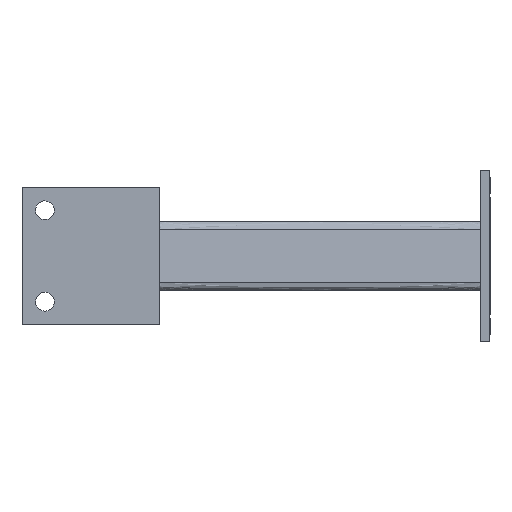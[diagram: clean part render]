
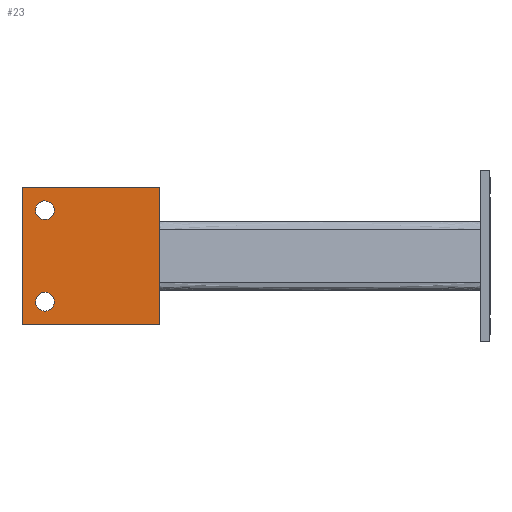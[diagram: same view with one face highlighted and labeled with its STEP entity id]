
A CAD part, front view. The second image highlights one B-rep face of the part: STEP entity #23.
In plain terms, the highlighted planar face has unit normal (0, -1, 0).
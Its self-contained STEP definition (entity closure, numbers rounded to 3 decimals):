
#23=ADVANCED_FACE('',(#91,#74,#75),#873,.T.);
#74=FACE_BOUND('',#148,.T.);
#75=FACE_BOUND('',#149,.T.);
#91=FACE_OUTER_BOUND('',#147,.T.);
#147=EDGE_LOOP('',(#232,#233,#234,#235));
#148=EDGE_LOOP('',(#236,#237));
#149=EDGE_LOOP('',(#238,#239));
#232=ORIENTED_EDGE('',*,*,#485,.T.);
#233=ORIENTED_EDGE('',*,*,#491,.T.);
#234=ORIENTED_EDGE('',*,*,#490,.T.);
#235=ORIENTED_EDGE('',*,*,#488,.T.);
#236=ORIENTED_EDGE('',*,*,#497,.T.);
#237=ORIENTED_EDGE('',*,*,#494,.T.);
#238=ORIENTED_EDGE('',*,*,#503,.T.);
#239=ORIENTED_EDGE('',*,*,#500,.T.);
#485=EDGE_CURVE('',#760,#761,#653,.T.);
#488=EDGE_CURVE('',#762,#760,#656,.T.);
#490=EDGE_CURVE('',#763,#762,#658,.T.);
#491=EDGE_CURVE('',#761,#763,#659,.T.);
#494=EDGE_CURVE('',#764,#765,#617,.T.);
#497=EDGE_CURVE('',#765,#764,#619,.T.);
#500=EDGE_CURVE('',#766,#767,#621,.T.);
#503=EDGE_CURVE('',#767,#766,#623,.T.);
#617=(
BOUNDED_CURVE()
B_SPLINE_CURVE(2,(#1165,#1166,#1167,#1168,#1169),.UNSPECIFIED.,.F.,.F.)
B_SPLINE_CURVE_WITH_KNOTS((3,2,3),(-12.881,-6.44,
0.),.UNSPECIFIED.)
CURVE()
GEOMETRIC_REPRESENTATION_ITEM()
RATIONAL_B_SPLINE_CURVE((1.,0.707,1.,0.707,1.))
REPRESENTATION_ITEM('')
);
#619=(
BOUNDED_CURVE()
B_SPLINE_CURVE(2,(#1177,#1178,#1179,#1180,#1181),.UNSPECIFIED.,.F.,.F.)
B_SPLINE_CURVE_WITH_KNOTS((3,2,3),(-12.881,-6.44,
0.),.UNSPECIFIED.)
CURVE()
GEOMETRIC_REPRESENTATION_ITEM()
RATIONAL_B_SPLINE_CURVE((1.,0.707,1.,0.707,1.))
REPRESENTATION_ITEM('')
);
#621=(
BOUNDED_CURVE()
B_SPLINE_CURVE(2,(#1189,#1190,#1191,#1192,#1193),.UNSPECIFIED.,.F.,.F.)
B_SPLINE_CURVE_WITH_KNOTS((3,2,3),(-12.881,-6.44,
0.),.UNSPECIFIED.)
CURVE()
GEOMETRIC_REPRESENTATION_ITEM()
RATIONAL_B_SPLINE_CURVE((1.,0.707,1.,0.707,1.))
REPRESENTATION_ITEM('')
);
#623=(
BOUNDED_CURVE()
B_SPLINE_CURVE(2,(#1201,#1202,#1203,#1204,#1205),.UNSPECIFIED.,.F.,.F.)
B_SPLINE_CURVE_WITH_KNOTS((3,2,3),(-12.881,-6.44,
0.),.UNSPECIFIED.)
CURVE()
GEOMETRIC_REPRESENTATION_ITEM()
RATIONAL_B_SPLINE_CURVE((1.,0.707,1.,0.707,1.))
REPRESENTATION_ITEM('')
);
#653=B_SPLINE_CURVE_WITH_KNOTS('',1,(#1144,#1145),.UNSPECIFIED.,.F.,.F.,
(2,2),(-60.,0.),.UNSPECIFIED.);
#656=B_SPLINE_CURVE_WITH_KNOTS('',1,(#1150,#1151),.UNSPECIFIED.,.F.,.F.,
(2,2),(-60.,0.),.UNSPECIFIED.);
#658=B_SPLINE_CURVE_WITH_KNOTS('',1,(#1154,#1155),.UNSPECIFIED.,.F.,.F.,
(2,2),(-60.,0.),.UNSPECIFIED.);
#659=B_SPLINE_CURVE_WITH_KNOTS('',1,(#1156,#1157),.UNSPECIFIED.,.F.,.F.,
(2,2),(-60.,0.),.UNSPECIFIED.);
#760=VERTEX_POINT('',#1126);
#761=VERTEX_POINT('',#1127);
#762=VERTEX_POINT('',#1128);
#763=VERTEX_POINT('',#1129);
#764=VERTEX_POINT('',#1130);
#765=VERTEX_POINT('',#1131);
#766=VERTEX_POINT('',#1132);
#767=VERTEX_POINT('',#1133);
#873=PLANE('',#987);
#987=AXIS2_PLACEMENT_3D('',#1045,#1016,$);
#1016=DIRECTION('',(0.,-1.,0.));
#1045=CARTESIAN_POINT('',(-16.107,0.,36.107));
#1126=CARTESIAN_POINT('',(50.,0.,30.));
#1127=CARTESIAN_POINT('',(-10.,0.,30.));
#1128=CARTESIAN_POINT('',(50.,0.,-30.));
#1129=CARTESIAN_POINT('',(-10.,0.,-30.));
#1130=CARTESIAN_POINT('',(0.,0.,15.9));
#1131=CARTESIAN_POINT('',(0.,0.,24.1));
#1132=CARTESIAN_POINT('',(0.,0.,-24.1));
#1133=CARTESIAN_POINT('',(0.,0.,-15.9));
#1144=CARTESIAN_POINT('',(50.,0.,30.));
#1145=CARTESIAN_POINT('',(-10.,0.,30.));
#1150=CARTESIAN_POINT('',(50.,0.,-30.));
#1151=CARTESIAN_POINT('',(50.,0.,30.));
#1154=CARTESIAN_POINT('',(-10.,0.,-30.));
#1155=CARTESIAN_POINT('',(50.,0.,-30.));
#1156=CARTESIAN_POINT('',(-10.,0.,30.));
#1157=CARTESIAN_POINT('',(-10.,0.,-30.));
#1165=CARTESIAN_POINT('',(0.,0.,15.9));
#1166=CARTESIAN_POINT('',(-4.1,0.,15.9));
#1167=CARTESIAN_POINT('',(-4.1,0.,20.));
#1168=CARTESIAN_POINT('',(-4.1,0.,24.1));
#1169=CARTESIAN_POINT('',(0.,0.,24.1));
#1177=CARTESIAN_POINT('',(0.,0.,24.1));
#1178=CARTESIAN_POINT('',(4.1,0.,24.1));
#1179=CARTESIAN_POINT('',(4.1,0.,20.));
#1180=CARTESIAN_POINT('',(4.1,0.,15.9));
#1181=CARTESIAN_POINT('',(0.,0.,15.9));
#1189=CARTESIAN_POINT('',(0.,0.,-24.1));
#1190=CARTESIAN_POINT('',(-4.1,0.,-24.1));
#1191=CARTESIAN_POINT('',(-4.1,0.,-20.));
#1192=CARTESIAN_POINT('',(-4.1,0.,-15.9));
#1193=CARTESIAN_POINT('',(0.,0.,-15.9));
#1201=CARTESIAN_POINT('',(0.,0.,-15.9));
#1202=CARTESIAN_POINT('',(4.1,0.,-15.9));
#1203=CARTESIAN_POINT('',(4.1,0.,-20.));
#1204=CARTESIAN_POINT('',(4.1,0.,-24.1));
#1205=CARTESIAN_POINT('',(0.,0.,-24.1));
